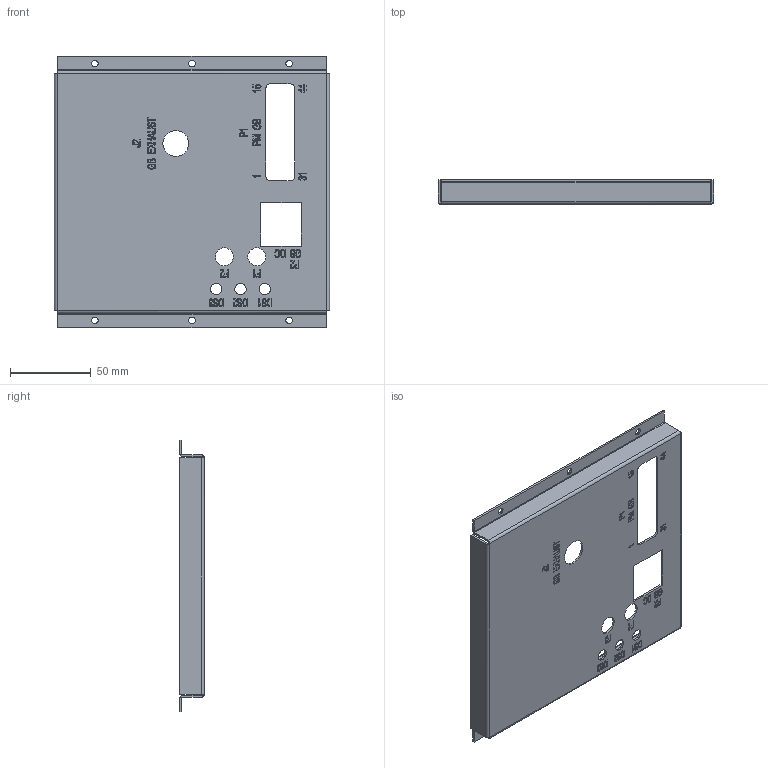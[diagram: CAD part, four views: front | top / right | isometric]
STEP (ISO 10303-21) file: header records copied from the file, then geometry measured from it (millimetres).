
FILE_DESCRIPTION (( 'STEP AP214' ), '1' );
FILE_NAME ('P0000010750.STEP', '2025-11-04T09:53:46', ( 'Microsoft' ), ( 'Microsoft' ), 'SwSTEP 2.0', 'SolidWorks 2025', '' );
FILE_SCHEMA (( 'AUTOMOTIVE_DESIGN' ));
Length unit declared in the file: millimetre
Products named in the file (1): P0000010750
Bounding box: 170 x 15 x 167.6 mm (x, y, z)
Volume: 41100.6 mm3; surface area: 70066.2 mm2
Topology: 1 solids, 1 shells, 709 faces, 1896 edges, 1248 vertices
Faces by surface type: plane 389, bspline 280, cylinder 40
Entity records: 35029 total; most frequent: CARTESIAN_POINT 19134, ORIENTED_EDGE 3792, DIRECTION 2260, EDGE_CURVE 1896, LINE 1272, VECTOR 1272, VERTEX_POINT 1248, EDGE_LOOP 796
